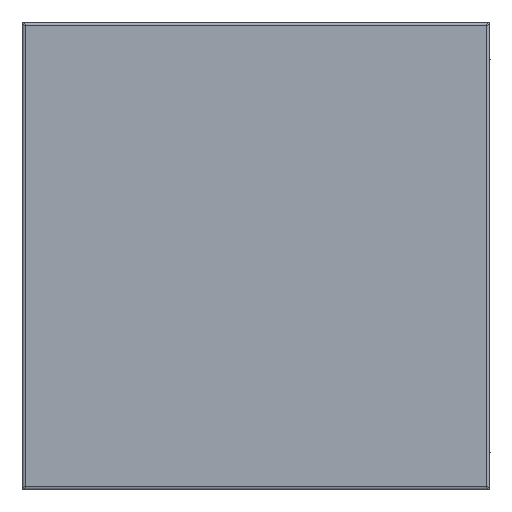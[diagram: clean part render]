
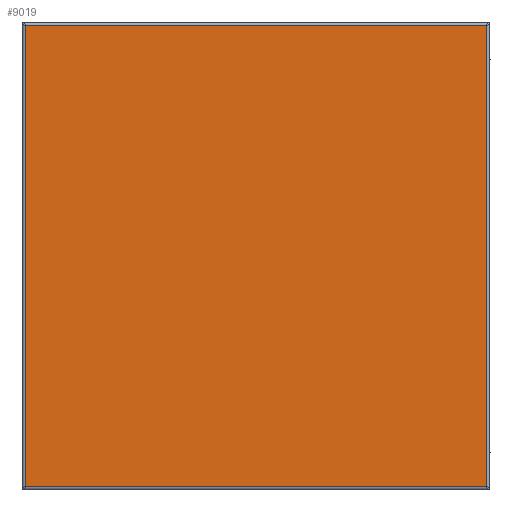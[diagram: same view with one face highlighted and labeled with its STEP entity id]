
A CAD part, left-side view. The second image highlights one B-rep face of the part: STEP entity #9019.
In plain terms, the highlighted planar face has unit normal (-1, 0, 0).
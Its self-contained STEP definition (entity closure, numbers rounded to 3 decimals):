
#8380=CARTESIAN_POINT('',(-6.,3.001,
-198.499));
#8427=CARTESIAN_POINT('',(-6.,399.999,
-198.499));
#8460=CARTESIAN_POINT('',(-6.,399.999,198.499));
#8479=CARTESIAN_POINT('',(-6.,3.001,198.499));
#8500=DIRECTION('',(0.,1.,0.));
#8501=VECTOR('',#8500,396.999);
#8502=CARTESIAN_POINT('',(-6.,3.001,198.499));
#8503=LINE('',#8502,#8501);
#8504=DIRECTION('',(0.,0.,1.));
#8505=VECTOR('',#8504,396.999);
#8506=CARTESIAN_POINT('',(-6.,3.001,
-198.499));
#8507=LINE('',#8506,#8505);
#8508=DIRECTION('',(0.,-1.,0.));
#8509=VECTOR('',#8508,396.999);
#8510=CARTESIAN_POINT('',(-6.,399.999,
-198.499));
#8511=LINE('',#8510,#8509);
#8512=DIRECTION('',(0.,0.,-1.));
#8513=VECTOR('',#8512,396.999);
#8514=CARTESIAN_POINT('',(-6.,399.999,198.499));
#8515=LINE('',#8514,#8513);
#8517=VERTEX_POINT('',#8380);
#8524=VERTEX_POINT('',#8479);
#8531=VERTEX_POINT('',#8427);
#8538=VERTEX_POINT('',#8460);
#9008=CARTESIAN_POINT('',(-6.,0.,0.));
#9009=DIRECTION('',(1.,0.,0.));
#9010=DIRECTION('',(0.,1.,0.));
#9011=AXIS2_PLACEMENT_3D('',#9008,#9009,#9010);
#9012=PLANE('',#9011);
#9013=ORIENTED_EDGE('',*,*,#8934,.F.);
#9014=ORIENTED_EDGE('',*,*,#8687,.F.);
#9015=ORIENTED_EDGE('',*,*,#8772,.F.);
#9016=ORIENTED_EDGE('',*,*,#8854,.F.);
#9017=EDGE_LOOP('',(#9013,#9014,#9015,#9016));
#9018=FACE_OUTER_BOUND('',#9017,.F.);
#9019=ADVANCED_FACE('',(#9018),#9012,.F.);
#8687=EDGE_CURVE('',#8517,#8524,#8507,.T.);
#8772=EDGE_CURVE('',#8531,#8517,#8511,.T.);
#8854=EDGE_CURVE('',#8538,#8531,#8515,.T.);
#8934=EDGE_CURVE('',#8524,#8538,#8503,.T.);
